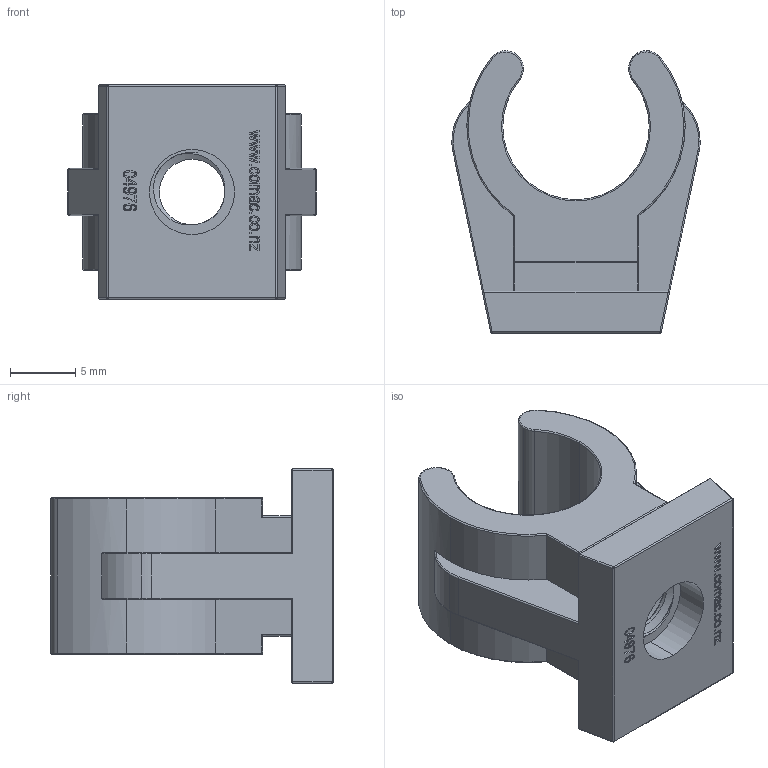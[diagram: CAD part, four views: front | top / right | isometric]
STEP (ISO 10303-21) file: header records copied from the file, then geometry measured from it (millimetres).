
FILE_DESCRIPTION (( 'STEP AP214' ), '1' );
FILE_NAME ('04976-Tube Clamp Single Fixing White Nylon 12mm.STEP', '2018-11-14T20:47:20', ( '' ), ( '' ), 'SwSTEP 2.0', 'SolidWorks 2018', '' );
FILE_SCHEMA (( 'AUTOMOTIVE_DESIGN' ));
Length unit declared in the file: millimetre
Products named in the file (1): 04976-Tube Clamp Single Fixing White Nylon 12mm
Bounding box: 19 x 21.6 x 16.4 mm (x, y, z)
Volume: 2143.5 mm3; surface area: 2204.1 mm2
Topology: 2 solids, 2 shells, 387 faces, 1014 edges, 647 vertices
Faces by surface type: plane 180, bspline 107, cylinder 62, torus 24, sphere 14
Entity records: 19119 total; most frequent: CARTESIAN_POINT 10348, ORIENTED_EDGE 2004, DIRECTION 1455, EDGE_CURVE 1002, VERTEX_POINT 647, VECTOR 605, LINE 605, AXIS2_PLACEMENT_3D 425
